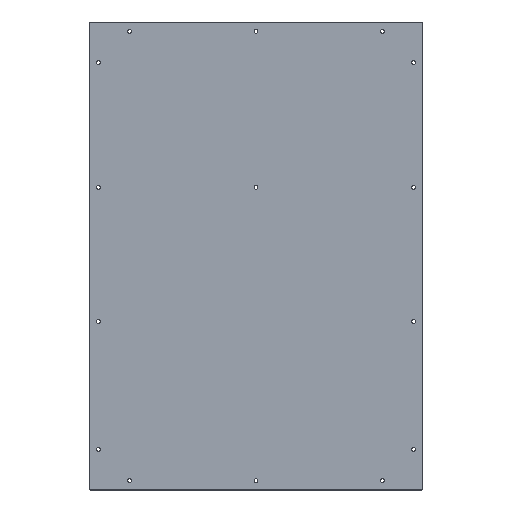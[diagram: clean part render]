
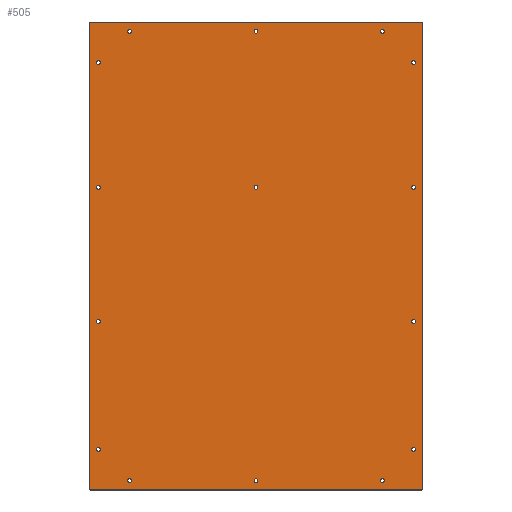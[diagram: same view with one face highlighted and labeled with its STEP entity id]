
A CAD part, top view. The second image highlights one B-rep face of the part: STEP entity #505.
In plain terms, the highlighted planar face has unit normal (0, 0, 1).
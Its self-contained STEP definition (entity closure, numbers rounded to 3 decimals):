
#15=FACE_BOUND('',#79,.T.);
#16=FACE_BOUND('',#80,.T.);
#17=FACE_BOUND('',#81,.T.);
#18=FACE_BOUND('',#82,.T.);
#19=FACE_BOUND('',#83,.T.);
#20=FACE_BOUND('',#84,.T.);
#21=FACE_BOUND('',#85,.T.);
#22=FACE_BOUND('',#86,.T.);
#23=FACE_BOUND('',#87,.T.);
#24=FACE_BOUND('',#88,.T.);
#25=FACE_BOUND('',#89,.T.);
#26=FACE_BOUND('',#90,.T.);
#27=FACE_BOUND('',#91,.T.);
#28=FACE_BOUND('',#92,.T.);
#29=FACE_BOUND('',#93,.T.);
#46=PLANE('',#546);
#53=FACE_OUTER_BOUND('',#78,.T.);
#78=EDGE_LOOP('',(#354,#355,#356,#357,#358,#359,#360,#361));
#79=EDGE_LOOP('',(#362));
#80=EDGE_LOOP('',(#363));
#81=EDGE_LOOP('',(#364));
#82=EDGE_LOOP('',(#365));
#83=EDGE_LOOP('',(#366));
#84=EDGE_LOOP('',(#367));
#85=EDGE_LOOP('',(#368));
#86=EDGE_LOOP('',(#369));
#87=EDGE_LOOP('',(#370));
#88=EDGE_LOOP('',(#371));
#89=EDGE_LOOP('',(#372));
#90=EDGE_LOOP('',(#373));
#91=EDGE_LOOP('',(#374));
#92=EDGE_LOOP('',(#375));
#93=EDGE_LOOP('',(#376));
#133=LINE('',#776,#164);
#136=LINE('',#782,#167);
#137=LINE('',#786,#168);
#138=LINE('',#790,#169);
#164=VECTOR('',#617,10.);
#167=VECTOR('',#622,10.);
#168=VECTOR('',#625,10.);
#169=VECTOR('',#628,10.);
#194=CIRCLE('',#544,2.);
#195=CIRCLE('',#547,2.);
#196=CIRCLE('',#548,2.);
#197=CIRCLE('',#549,2.);
#198=CIRCLE('',#550,3.2);
#199=CIRCLE('',#551,3.2);
#200=CIRCLE('',#552,3.2);
#201=CIRCLE('',#553,3.2);
#202=CIRCLE('',#554,3.2);
#203=CIRCLE('',#555,3.2);
#204=CIRCLE('',#556,3.2);
#205=CIRCLE('',#557,3.2);
#206=CIRCLE('',#558,3.2);
#207=CIRCLE('',#559,3.2);
#208=CIRCLE('',#560,3.2);
#209=CIRCLE('',#561,3.2);
#210=CIRCLE('',#562,3.2);
#211=CIRCLE('',#563,3.2);
#212=CIRCLE('',#564,3.2);
#233=VERTEX_POINT('',#769);
#234=VERTEX_POINT('',#771);
#235=VERTEX_POINT('',#775);
#237=VERTEX_POINT('',#781);
#238=VERTEX_POINT('',#783);
#239=VERTEX_POINT('',#785);
#240=VERTEX_POINT('',#787);
#241=VERTEX_POINT('',#789);
#242=VERTEX_POINT('',#792);
#243=VERTEX_POINT('',#794);
#244=VERTEX_POINT('',#796);
#245=VERTEX_POINT('',#798);
#246=VERTEX_POINT('',#800);
#247=VERTEX_POINT('',#802);
#248=VERTEX_POINT('',#804);
#249=VERTEX_POINT('',#806);
#250=VERTEX_POINT('',#808);
#251=VERTEX_POINT('',#810);
#252=VERTEX_POINT('',#812);
#253=VERTEX_POINT('',#814);
#254=VERTEX_POINT('',#816);
#255=VERTEX_POINT('',#818);
#256=VERTEX_POINT('',#820);
#279=EDGE_CURVE('',#233,#234,#194,.T.);
#281=EDGE_CURVE('',#235,#234,#133,.T.);
#284=EDGE_CURVE('',#233,#237,#136,.T.);
#285=EDGE_CURVE('',#238,#237,#195,.T.);
#286=EDGE_CURVE('',#238,#239,#137,.T.);
#287=EDGE_CURVE('',#240,#239,#196,.T.);
#288=EDGE_CURVE('',#240,#241,#138,.T.);
#289=EDGE_CURVE('',#235,#241,#197,.T.);
#290=EDGE_CURVE('',#242,#242,#198,.T.);
#291=EDGE_CURVE('',#243,#243,#199,.T.);
#292=EDGE_CURVE('',#244,#244,#200,.T.);
#293=EDGE_CURVE('',#245,#245,#201,.T.);
#294=EDGE_CURVE('',#246,#246,#202,.T.);
#295=EDGE_CURVE('',#247,#247,#203,.T.);
#296=EDGE_CURVE('',#248,#248,#204,.T.);
#297=EDGE_CURVE('',#249,#249,#205,.T.);
#298=EDGE_CURVE('',#250,#250,#206,.T.);
#299=EDGE_CURVE('',#251,#251,#207,.T.);
#300=EDGE_CURVE('',#252,#252,#208,.T.);
#301=EDGE_CURVE('',#253,#253,#209,.T.);
#302=EDGE_CURVE('',#254,#254,#210,.T.);
#303=EDGE_CURVE('',#255,#255,#211,.T.);
#304=EDGE_CURVE('',#256,#256,#212,.T.);
#354=ORIENTED_EDGE('',*,*,#279,.F.);
#355=ORIENTED_EDGE('',*,*,#284,.T.);
#356=ORIENTED_EDGE('',*,*,#285,.F.);
#357=ORIENTED_EDGE('',*,*,#286,.T.);
#358=ORIENTED_EDGE('',*,*,#287,.F.);
#359=ORIENTED_EDGE('',*,*,#288,.T.);
#360=ORIENTED_EDGE('',*,*,#289,.F.);
#361=ORIENTED_EDGE('',*,*,#281,.T.);
#362=ORIENTED_EDGE('',*,*,#290,.T.);
#363=ORIENTED_EDGE('',*,*,#291,.T.);
#364=ORIENTED_EDGE('',*,*,#292,.T.);
#365=ORIENTED_EDGE('',*,*,#293,.T.);
#366=ORIENTED_EDGE('',*,*,#294,.T.);
#367=ORIENTED_EDGE('',*,*,#295,.T.);
#368=ORIENTED_EDGE('',*,*,#296,.T.);
#369=ORIENTED_EDGE('',*,*,#297,.T.);
#370=ORIENTED_EDGE('',*,*,#298,.T.);
#371=ORIENTED_EDGE('',*,*,#299,.T.);
#372=ORIENTED_EDGE('',*,*,#300,.T.);
#373=ORIENTED_EDGE('',*,*,#301,.T.);
#374=ORIENTED_EDGE('',*,*,#302,.T.);
#375=ORIENTED_EDGE('',*,*,#303,.T.);
#376=ORIENTED_EDGE('',*,*,#304,.T.);
#505=ADVANCED_FACE('',(#53,#15,#16,#17,#18,#19,#20,#21,#22,#23,#24,#25,
#26,#27,#28,#29),#46,.T.);
#544=AXIS2_PLACEMENT_3D('',#772,#612,#613);
#546=AXIS2_PLACEMENT_3D('',#780,#620,#621);
#547=AXIS2_PLACEMENT_3D('',#784,#623,#624);
#548=AXIS2_PLACEMENT_3D('',#788,#626,#627);
#549=AXIS2_PLACEMENT_3D('',#791,#629,#630);
#550=AXIS2_PLACEMENT_3D('',#793,#631,#632);
#551=AXIS2_PLACEMENT_3D('',#795,#633,#634);
#552=AXIS2_PLACEMENT_3D('',#797,#635,#636);
#553=AXIS2_PLACEMENT_3D('',#799,#637,#638);
#554=AXIS2_PLACEMENT_3D('',#801,#639,#640);
#555=AXIS2_PLACEMENT_3D('',#803,#641,#642);
#556=AXIS2_PLACEMENT_3D('',#805,#643,#644);
#557=AXIS2_PLACEMENT_3D('',#807,#645,#646);
#558=AXIS2_PLACEMENT_3D('',#809,#647,#648);
#559=AXIS2_PLACEMENT_3D('',#811,#649,#650);
#560=AXIS2_PLACEMENT_3D('',#813,#651,#652);
#561=AXIS2_PLACEMENT_3D('',#815,#653,#654);
#562=AXIS2_PLACEMENT_3D('',#817,#655,#656);
#563=AXIS2_PLACEMENT_3D('',#819,#657,#658);
#564=AXIS2_PLACEMENT_3D('',#821,#659,#660);
#612=DIRECTION('center_axis',(0.,0.,-1.));
#613=DIRECTION('ref_axis',(0.707,-0.707,0.));
#617=DIRECTION('',(1.,0.,0.));
#620=DIRECTION('center_axis',(0.,0.,1.));
#621=DIRECTION('ref_axis',(1.,0.,0.));
#622=DIRECTION('',(0.,1.,0.));
#623=DIRECTION('center_axis',(0.,0.,-1.));
#624=DIRECTION('ref_axis',(0.707,0.707,0.));
#625=DIRECTION('',(-1.,0.,0.));
#626=DIRECTION('center_axis',(0.,0.,-1.));
#627=DIRECTION('ref_axis',(-0.707,0.707,0.));
#628=DIRECTION('',(0.,-1.,0.));
#629=DIRECTION('center_axis',(0.,0.,-1.));
#630=DIRECTION('ref_axis',(-0.707,-0.707,0.));
#631=DIRECTION('center_axis',(0.,0.,-1.));
#632=DIRECTION('ref_axis',(1.,0.,0.));
#633=DIRECTION('center_axis',(0.,0.,-1.));
#634=DIRECTION('ref_axis',(1.,0.,0.));
#635=DIRECTION('center_axis',(0.,0.,-1.));
#636=DIRECTION('ref_axis',(1.,0.,0.));
#637=DIRECTION('center_axis',(0.,0.,-1.));
#638=DIRECTION('ref_axis',(1.,0.,0.));
#639=DIRECTION('center_axis',(0.,0.,-1.));
#640=DIRECTION('ref_axis',(1.,0.,0.));
#641=DIRECTION('center_axis',(0.,0.,-1.));
#642=DIRECTION('ref_axis',(1.,0.,0.));
#643=DIRECTION('center_axis',(0.,0.,-1.));
#644=DIRECTION('ref_axis',(1.,0.,0.));
#645=DIRECTION('center_axis',(0.,0.,-1.));
#646=DIRECTION('ref_axis',(1.,0.,0.));
#647=DIRECTION('center_axis',(0.,0.,-1.));
#648=DIRECTION('ref_axis',(1.,0.,0.));
#649=DIRECTION('center_axis',(0.,0.,-1.));
#650=DIRECTION('ref_axis',(1.,0.,0.));
#651=DIRECTION('center_axis',(0.,0.,-1.));
#652=DIRECTION('ref_axis',(1.,0.,0.));
#653=DIRECTION('center_axis',(0.,0.,-1.));
#654=DIRECTION('ref_axis',(1.,0.,0.));
#655=DIRECTION('center_axis',(0.,0.,-1.));
#656=DIRECTION('ref_axis',(1.,0.,0.));
#657=DIRECTION('center_axis',(0.,0.,-1.));
#658=DIRECTION('ref_axis',(1.,0.,0.));
#659=DIRECTION('center_axis',(0.,0.,-1.));
#660=DIRECTION('ref_axis',(1.,0.,0.));
#769=CARTESIAN_POINT('',(267.5,-373.,0.));
#771=CARTESIAN_POINT('',(265.5,-375.,0.));
#772=CARTESIAN_POINT('Origin',(265.5,-373.,0.));
#775=CARTESIAN_POINT('',(-265.5,-375.,0.));
#776=CARTESIAN_POINT('',(-267.5,-375.,0.));
#780=CARTESIAN_POINT('Origin',(0.,0.,
0.));
#781=CARTESIAN_POINT('',(267.5,373.,0.));
#782=CARTESIAN_POINT('',(267.5,-375.,0.));
#783=CARTESIAN_POINT('',(265.5,375.,0.));
#784=CARTESIAN_POINT('Origin',(265.5,373.,0.));
#785=CARTESIAN_POINT('',(-265.5,375.,0.));
#786=CARTESIAN_POINT('',(267.5,375.,0.));
#787=CARTESIAN_POINT('',(-267.5,373.,0.));
#788=CARTESIAN_POINT('Origin',(-265.5,373.,0.));
#789=CARTESIAN_POINT('',(-267.5,-373.,0.));
#790=CARTESIAN_POINT('',(-267.5,375.,0.));
#791=CARTESIAN_POINT('Origin',(-265.5,-373.,0.));
#792=CARTESIAN_POINT('',(249.3,110.,0.));
#793=CARTESIAN_POINT('Origin',(252.5,110.,0.));
#794=CARTESIAN_POINT('',(-255.7,-105.,0.));
#795=CARTESIAN_POINT('Origin',(-252.5,-105.,0.));
#796=CARTESIAN_POINT('',(-255.7,-310.,0.));
#797=CARTESIAN_POINT('Origin',(-252.5,-310.,0.));
#798=CARTESIAN_POINT('',(-3.2,-360.,0.));
#799=CARTESIAN_POINT('Origin',(0.,-360.,0.));
#800=CARTESIAN_POINT('',(249.3,-310.,0.));
#801=CARTESIAN_POINT('Origin',(252.5,-310.,0.));
#802=CARTESIAN_POINT('',(199.3,360.,0.));
#803=CARTESIAN_POINT('Origin',(202.5,360.,0.));
#804=CARTESIAN_POINT('',(-205.7,360.,0.));
#805=CARTESIAN_POINT('Origin',(-202.5,360.,0.));
#806=CARTESIAN_POINT('',(-255.7,310.,0.));
#807=CARTESIAN_POINT('Origin',(-252.5,310.,0.));
#808=CARTESIAN_POINT('',(-3.2,360.,0.));
#809=CARTESIAN_POINT('Origin',(0.,360.,0.));
#810=CARTESIAN_POINT('',(249.3,310.,0.));
#811=CARTESIAN_POINT('Origin',(252.5,310.,0.));
#812=CARTESIAN_POINT('',(199.3,-360.,0.));
#813=CARTESIAN_POINT('Origin',(202.5,-360.,0.));
#814=CARTESIAN_POINT('',(-205.7,-360.,0.));
#815=CARTESIAN_POINT('Origin',(-202.5,-360.,0.));
#816=CARTESIAN_POINT('',(-255.7,110.,0.));
#817=CARTESIAN_POINT('Origin',(-252.5,110.,0.));
#818=CARTESIAN_POINT('',(-3.2,110.,0.));
#819=CARTESIAN_POINT('Origin',(0.,110.,0.));
#820=CARTESIAN_POINT('',(249.3,-105.,0.));
#821=CARTESIAN_POINT('Origin',(252.5,-105.,0.));
